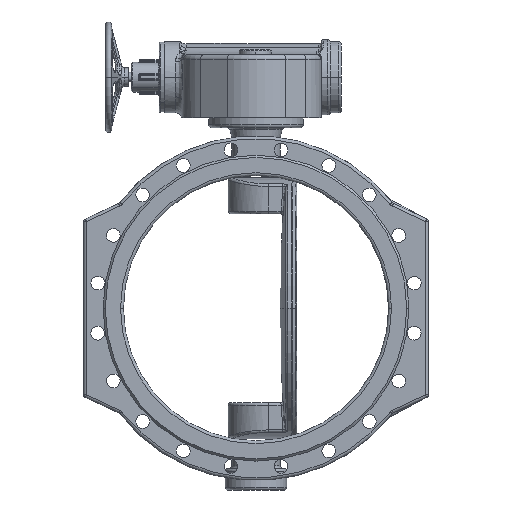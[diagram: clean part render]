
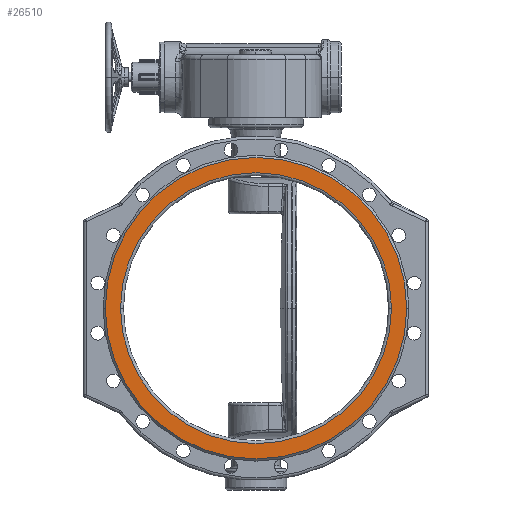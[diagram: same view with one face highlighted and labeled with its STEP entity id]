
A CAD part, left-side view. The second image highlights one B-rep face of the part: STEP entity #26510.
In plain terms, the highlighted planar face has unit normal (-1, 0, 0).
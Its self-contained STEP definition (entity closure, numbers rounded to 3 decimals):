
#12992=CARTESIAN_POINT('',(-195.,0.,0.));
#12993=DIRECTION('',(1.,0.,0.));
#12994=DIRECTION('',(0.,1.,0.));
#12995=AXIS2_PLACEMENT_3D('',#12992,#12993,#12994);
#13000=CARTESIAN_POINT('',(-195.,0.,0.));
#13001=DIRECTION('',(-1.,0.,0.));
#13002=DIRECTION('',(0.,1.,0.));
#13003=AXIS2_PLACEMENT_3D('',#13000,#13001,#13002);
#13008=CARTESIAN_POINT('',(-195.,0.,0.));
#13009=DIRECTION('',(1.,0.,0.));
#13010=DIRECTION('',(0.,1.,0.));
#13011=AXIS2_PLACEMENT_3D('',#13008,#13009,#13010);
#13016=CARTESIAN_POINT('',(-195.,0.,0.));
#13017=DIRECTION('',(1.,0.,0.));
#13018=DIRECTION('',(0.,-1.,0.));
#13019=AXIS2_PLACEMENT_3D('',#13016,#13017,#13018);
#14307=CARTESIAN_POINT('',(-195.,341.,0.));
#14309=VERTEX_POINT('',#14307);
#14315=CARTESIAN_POINT('',(-195.,-341.,0.));
#14317=VERTEX_POINT('',#14315);
#14748=CARTESIAN_POINT('',(-195.,306.5,0.));
#14749=CARTESIAN_POINT('',(-195.,-306.5,0.));
#14750=VERTEX_POINT('',#14748);
#14751=VERTEX_POINT('',#14749);
#26495=CARTESIAN_POINT('',(-195.,0.,0.));
#26496=DIRECTION('',(-1.,0.,0.));
#26497=DIRECTION('',(0.,1.,0.));
#26498=AXIS2_PLACEMENT_3D('',#26495,#26496,#26497);
#26499=PLANE('',#26498);
#26500=ORIENTED_EDGE('',*,*,#26483,.T.);
#26501=ORIENTED_EDGE('',*,*,#26460,.F.);
#26502=EDGE_LOOP('',(#26500,#26501));
#26503=FACE_OUTER_BOUND('',#26502,.F.);
#26505=ORIENTED_EDGE('',*,*,#26504,.F.);
#26507=ORIENTED_EDGE('',*,*,#26506,.F.);
#26508=EDGE_LOOP('',(#26505,#26507));
#26509=FACE_BOUND('',#26508,.F.);
#26510=ADVANCED_FACE('',(#26503,#26509),#26499,.T.);
#12996=CIRCLE('',#12995,341.);
#13004=CIRCLE('',#13003,341.);
#13012=CIRCLE('',#13011,306.5);
#13020=CIRCLE('',#13019,306.5);
#26460=EDGE_CURVE('',#14309,#14317,#13004,.T.);
#26483=EDGE_CURVE('',#14309,#14317,#12996,.T.);
#26504=EDGE_CURVE('',#14750,#14751,#13012,.T.);
#26506=EDGE_CURVE('',#14751,#14750,#13020,.T.);
